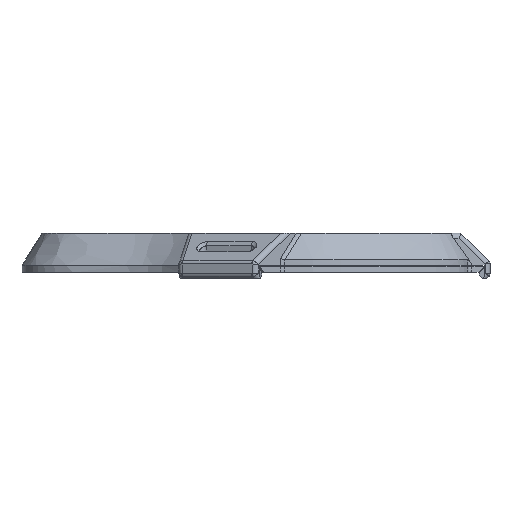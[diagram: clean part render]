
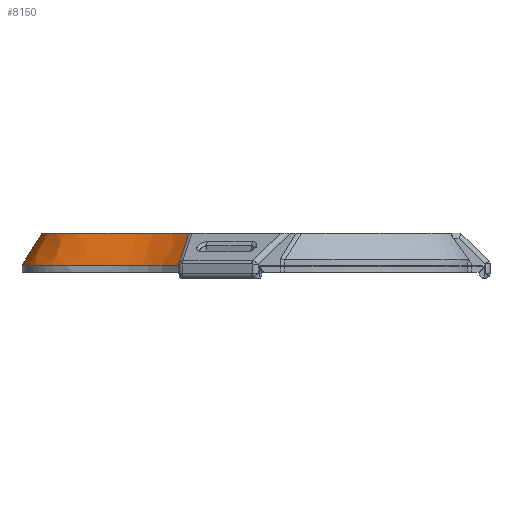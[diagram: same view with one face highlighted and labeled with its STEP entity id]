
A CAD part, left-side view. The second image highlights one B-rep face of the part: STEP entity #8150.
In plain terms, the highlighted free-form (B-spline) face has degree [3, 3] with [4, 15] control points.
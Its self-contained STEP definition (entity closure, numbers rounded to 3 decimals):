
#666=LINE('',#17912,#1377);
#1377=VECTOR('',#9334,10.);
#2233=FACE_OUTER_BOUND('',#2712,.T.);
#2712=EDGE_LOOP('',(#7275,#7276,#7277,#7278));
#2837=B_SPLINE_CURVE_WITH_KNOTS('',3,(#14158,#14159,#14160,#14161,#14162,
#14163,#14164,#14165,#14166,#14167,#14168,#14169,#14170,#14171,#14172,#14173,
#14174,#14175,#14176),.UNSPECIFIED.,.F.,.F.,(4,3,3,3,3,3,4),(-6.771,
-6.103,-4.837,-3.714,-2.392,
-1.089,0.),.UNSPECIFIED.);
#2845=B_SPLINE_CURVE_WITH_KNOTS('',3,(#14318,#14319,#14320,#14321),
 .UNSPECIFIED.,.F.,.F.,(4,4),(-0.997,0.2),
 .UNSPECIFIED.);
#3110=B_SPLINE_CURVE_WITH_KNOTS('',3,(#18077,#18078,#18079,#18080,#18081,
#18082,#18083,#18084,#18085,#18086,#18087,#18088,#18089,#18090,#18091),
 .UNSPECIFIED.,.F.,.F.,(4,1,1,1,1,1,1,1,1,1,1,1,4),(-0.327,
-0.301,-0.251,-0.239,-0.226,
-0.201,-0.151,-0.126,-0.1,
-0.075,-0.05,-0.025,0.),
 .UNSPECIFIED.);
#3261=VERTEX_POINT('',#14152);
#3262=VERTEX_POINT('',#14157);
#3267=VERTEX_POINT('',#14309);
#3707=VERTEX_POINT('',#17911);
#4091=EDGE_CURVE('',#3262,#3261,#2837,.F.);
#4100=EDGE_CURVE('',#3267,#3261,#2845,.T.);
#4750=EDGE_CURVE('',#3262,#3707,#666,.T.);
#4785=EDGE_CURVE('',#3267,#3707,#3110,.T.);
#7275=ORIENTED_EDGE('',*,*,#4100,.F.);
#7276=ORIENTED_EDGE('',*,*,#4785,.T.);
#7277=ORIENTED_EDGE('',*,*,#4750,.F.);
#7278=ORIENTED_EDGE('',*,*,#4091,.T.);
#7752=B_SPLINE_SURFACE_WITH_KNOTS('',3,3,((#20264,#20265,#20266,#20267,
#20268,#20269,#20270,#20271,#20272,#20273,#20274,#20275,#20276,#20277,#20278),
(#20279,#20280,#20281,#20282,#20283,#20284,#20285,#20286,#20287,#20288,
#20289,#20290,#20291,#20292,#20293),(#20294,#20295,#20296,#20297,#20298,
#20299,#20300,#20301,#20302,#20303,#20304,#20305,#20306,#20307,#20308),
(#20309,#20310,#20311,#20312,#20313,#20314,#20315,#20316,#20317,#20318,
#20319,#20320,#20321,#20322,#20323)),.UNSPECIFIED.,.F.,.F.,.F.,(4,4),(4,
1,1,1,1,1,1,1,1,1,1,1,4),(0.,1.2),(0.,0.025,
0.05,0.075,0.1,0.126,
0.151,0.201,0.226,0.239,
0.251,0.301,0.352),.UNSPECIFIED.);
#8150=ADVANCED_FACE('',(#2233),#7752,.T.);
#9334=DIRECTION('',(0.,-0.53,0.848));
#14152=CARTESIAN_POINT('',(-38.827,16.874,2.198));
#14157=CARTESIAN_POINT('',(-0.683,65.409,2.198));
#14158=CARTESIAN_POINT('Ctrl Pts',(-38.827,16.874,2.198));
#14159=CARTESIAN_POINT('Ctrl Pts',(-37.499,18.135,2.198));
#14160=CARTESIAN_POINT('Ctrl Pts',(-36.216,19.358,2.198));
#14161=CARTESIAN_POINT('Ctrl Pts',(-35.025,20.634,2.198));
#14162=CARTESIAN_POINT('Ctrl Pts',(-32.767,23.052,2.198));
#14163=CARTESIAN_POINT('Ctrl Pts',(-30.859,25.691,2.198));
#14164=CARTESIAN_POINT('Ctrl Pts',(-29.312,28.935,2.198));
#14165=CARTESIAN_POINT('Ctrl Pts',(-27.939,31.814,2.198));
#14166=CARTESIAN_POINT('Ctrl Pts',(-26.847,35.17,2.198));
#14167=CARTESIAN_POINT('Ctrl Pts',(-25.791,38.8,2.198));
#14168=CARTESIAN_POINT('Ctrl Pts',(-24.549,43.071,2.198));
#14169=CARTESIAN_POINT('Ctrl Pts',(-23.351,47.698,2.198));
#14170=CARTESIAN_POINT('Ctrl Pts',(-21.479,51.913,2.198));
#14171=CARTESIAN_POINT('Ctrl Pts',(-19.634,56.066,2.198));
#14172=CARTESIAN_POINT('Ctrl Pts',(-17.083,59.813,2.198));
#14173=CARTESIAN_POINT('Ctrl Pts',(-13.193,62.261,2.198));
#14174=CARTESIAN_POINT('Ctrl Pts',(-9.94,64.31,2.198));
#14175=CARTESIAN_POINT('Ctrl Pts',(-5.784,65.409,2.198));
#14176=CARTESIAN_POINT('Ctrl Pts',(-0.683,65.409,
2.198));
#14309=CARTESIAN_POINT('',(-31.84,15.293,11.8));
#14318=CARTESIAN_POINT('Ctrl Pts',(-31.84,15.293,11.8));
#14319=CARTESIAN_POINT('Ctrl Pts',(-34.158,15.808,8.585));
#14320=CARTESIAN_POINT('Ctrl Pts',(-36.497,16.335,5.391));
#14321=CARTESIAN_POINT('Ctrl Pts',(-38.827,16.874,2.198));
#17911=CARTESIAN_POINT('',(-0.683,59.409,11.8));
#17912=CARTESIAN_POINT('',(-0.683,64.409,3.798));
#18077=CARTESIAN_POINT('Ctrl Pts',(-31.835,15.295,11.8));
#18078=CARTESIAN_POINT('Ctrl Pts',(-30.823,16.316,11.8));
#18079=CARTESIAN_POINT('Ctrl Pts',(-27.859,19.495,11.8));
#18080=CARTESIAN_POINT('Ctrl Pts',(-24.839,24.12,11.8));
#18081=CARTESIAN_POINT('Ctrl Pts',(-22.892,28.557,11.8));
#18082=CARTESIAN_POINT('Ctrl Pts',(-21.715,31.611,11.8));
#18083=CARTESIAN_POINT('Ctrl Pts',(-19.951,37.152,11.8));
#18084=CARTESIAN_POINT('Ctrl Pts',(-18.241,43.641,11.8));
#18085=CARTESIAN_POINT('Ctrl Pts',(-16.14,49.373,11.8));
#18086=CARTESIAN_POINT('Ctrl Pts',(-14.262,53.,11.8));
#18087=CARTESIAN_POINT('Ctrl Pts',(-12.04,55.764,11.8));
#18088=CARTESIAN_POINT('Ctrl Pts',(-9.389,57.724,11.8));
#18089=CARTESIAN_POINT('Ctrl Pts',(-5.861,59.053,11.8));
#18090=CARTESIAN_POINT('Ctrl Pts',(-2.578,59.409,11.8));
#18091=CARTESIAN_POINT('Ctrl Pts',(-0.683,59.409,
11.8));
#20264=CARTESIAN_POINT('Ctrl Pts',(-0.683,59.409,
11.8));
#20265=CARTESIAN_POINT('Ctrl Pts',(-2.578,59.409,11.8));
#20266=CARTESIAN_POINT('Ctrl Pts',(-5.861,59.053,11.8));
#20267=CARTESIAN_POINT('Ctrl Pts',(-9.389,57.724,11.8));
#20268=CARTESIAN_POINT('Ctrl Pts',(-12.04,55.764,11.8));
#20269=CARTESIAN_POINT('Ctrl Pts',(-14.262,53.,11.8));
#20270=CARTESIAN_POINT('Ctrl Pts',(-16.14,49.373,11.8));
#20271=CARTESIAN_POINT('Ctrl Pts',(-18.241,43.641,11.8));
#20272=CARTESIAN_POINT('Ctrl Pts',(-19.951,37.152,11.8));
#20273=CARTESIAN_POINT('Ctrl Pts',(-21.715,31.611,11.8));
#20274=CARTESIAN_POINT('Ctrl Pts',(-22.892,28.557,11.8));
#20275=CARTESIAN_POINT('Ctrl Pts',(-24.839,24.12,11.8));
#20276=CARTESIAN_POINT('Ctrl Pts',(-28.692,18.22,11.8));
#20277=CARTESIAN_POINT('Ctrl Pts',(-32.768,14.354,11.8));
#20278=CARTESIAN_POINT('Ctrl Pts',(-34.695,12.523,11.8));
#20279=CARTESIAN_POINT('Ctrl Pts',(-0.683,61.409,
8.599));
#20280=CARTESIAN_POINT('Ctrl Pts',(-2.701,61.409,8.599));
#20281=CARTESIAN_POINT('Ctrl Pts',(-6.275,61.032,8.599));
#20282=CARTESIAN_POINT('Ctrl Pts',(-10.341,59.517,8.599));
#20283=CARTESIAN_POINT('Ctrl Pts',(-13.463,57.205,8.599));
#20284=CARTESIAN_POINT('Ctrl Pts',(-15.969,54.065,8.599));
#20285=CARTESIAN_POINT('Ctrl Pts',(-17.987,50.154,8.599));
#20286=CARTESIAN_POINT('Ctrl Pts',(-20.166,44.193,8.599));
#20287=CARTESIAN_POINT('Ctrl Pts',(-21.882,37.677,8.599));
#20288=CARTESIAN_POINT('Ctrl Pts',(-23.609,32.261,8.599));
#20289=CARTESIAN_POINT('Ctrl Pts',(-24.743,29.318,8.599));
#20290=CARTESIAN_POINT('Ctrl Pts',(-26.608,25.077,8.599));
#20291=CARTESIAN_POINT('Ctrl Pts',(-30.215,19.545,8.599));
#20292=CARTESIAN_POINT('Ctrl Pts',(-34.146,15.802,8.599));
#20293=CARTESIAN_POINT('Ctrl Pts',(-36.072,13.974,8.599));
#20294=CARTESIAN_POINT('Ctrl Pts',(-0.683,63.409,5.399));
#20295=CARTESIAN_POINT('Ctrl Pts',(-2.824,63.409,5.399));
#20296=CARTESIAN_POINT('Ctrl Pts',(-6.69,63.01,5.399));
#20297=CARTESIAN_POINT('Ctrl Pts',(-11.293,61.311,5.399));
#20298=CARTESIAN_POINT('Ctrl Pts',(-14.885,58.646,5.399));
#20299=CARTESIAN_POINT('Ctrl Pts',(-17.676,55.129,5.399));
#20300=CARTESIAN_POINT('Ctrl Pts',(-19.834,50.934,5.399));
#20301=CARTESIAN_POINT('Ctrl Pts',(-22.091,44.745,5.399));
#20302=CARTESIAN_POINT('Ctrl Pts',(-23.813,38.201,5.399));
#20303=CARTESIAN_POINT('Ctrl Pts',(-25.504,32.912,5.399));
#20304=CARTESIAN_POINT('Ctrl Pts',(-26.595,30.079,5.399));
#20305=CARTESIAN_POINT('Ctrl Pts',(-28.377,26.035,5.399));
#20306=CARTESIAN_POINT('Ctrl Pts',(-31.738,20.871,5.399));
#20307=CARTESIAN_POINT('Ctrl Pts',(-35.525,17.251,5.399));
#20308=CARTESIAN_POINT('Ctrl Pts',(-37.449,15.424,5.399));
#20309=CARTESIAN_POINT('Ctrl Pts',(-0.683,65.409,
2.198));
#20310=CARTESIAN_POINT('Ctrl Pts',(-2.947,65.409,2.198));
#20311=CARTESIAN_POINT('Ctrl Pts',(-7.104,64.989,2.198));
#20312=CARTESIAN_POINT('Ctrl Pts',(-12.244,63.105,2.198));
#20313=CARTESIAN_POINT('Ctrl Pts',(-16.307,60.087,2.198));
#20314=CARTESIAN_POINT('Ctrl Pts',(-19.383,56.194,2.198));
#20315=CARTESIAN_POINT('Ctrl Pts',(-21.681,51.715,2.198));
#20316=CARTESIAN_POINT('Ctrl Pts',(-24.016,45.298,2.198));
#20317=CARTESIAN_POINT('Ctrl Pts',(-25.745,38.726,2.198));
#20318=CARTESIAN_POINT('Ctrl Pts',(-27.398,33.562,2.198));
#20319=CARTESIAN_POINT('Ctrl Pts',(-28.447,30.84,2.198));
#20320=CARTESIAN_POINT('Ctrl Pts',(-30.145,26.993,2.198));
#20321=CARTESIAN_POINT('Ctrl Pts',(-33.261,22.197,2.198));
#20322=CARTESIAN_POINT('Ctrl Pts',(-36.904,18.7,2.198));
#20323=CARTESIAN_POINT('Ctrl Pts',(-38.827,16.874,2.198));
